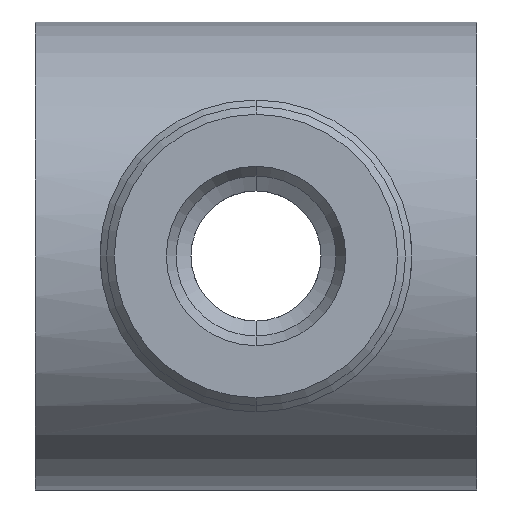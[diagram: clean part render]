
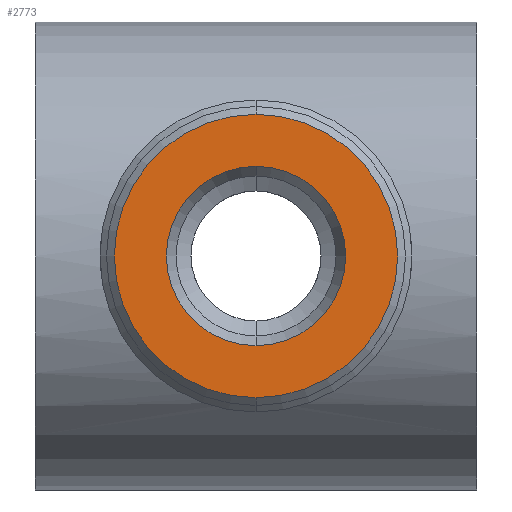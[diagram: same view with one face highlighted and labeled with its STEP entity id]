
A CAD part, left-side view. The second image highlights one B-rep face of the part: STEP entity #2773.
In plain terms, the highlighted planar face has unit normal (-1, 0, 0).
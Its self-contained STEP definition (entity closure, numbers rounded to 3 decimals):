
#65 = PLANE ( 'NONE',  #67 ) ;
#66 = CARTESIAN_POINT ( 'NONE',  ( -24.2, 5.45, 0. ) ) ;
#67 = AXIS2_PLACEMENT_3D ( 'NONE', #66, #78, #77 ) ;
#68 = FACE_OUTER_BOUND ( 'NONE', #2777, .T. ) ;
#73 = FACE_BOUND ( 'NONE', #2774, .T. ) ;
#77 = DIRECTION ( 'NONE',  ( 0., 0., 1. ) ) ;
#78 = DIRECTION ( 'NONE',  ( -1., 0., 0. ) ) ;
#79 = CIRCLE ( 'NONE', #98, 3.45 ) ;
#95 = DIRECTION ( 'NONE',  ( 0., 0., -1. ) ) ;
#96 = DIRECTION ( 'NONE',  ( 1., 0., 0. ) ) ;
#97 = CARTESIAN_POINT ( 'NONE',  ( -24.2, 0., 0. ) ) ;
#98 = AXIS2_PLACEMENT_3D ( 'NONE', #97, #96, #95 ) ;
#117 = CIRCLE ( 'NONE', #126, 5.45 ) ;
#123 = DIRECTION ( 'NONE',  ( 0., 0., -1. ) ) ;
#124 = DIRECTION ( 'NONE',  ( 1., 0., 0. ) ) ;
#125 = CARTESIAN_POINT ( 'NONE',  ( -24.2, 0., 0. ) ) ;
#126 = AXIS2_PLACEMENT_3D ( 'NONE', #125, #124, #123 ) ;
#222 = DIRECTION ( 'NONE',  ( 1., 0., 0. ) ) ;
#223 = CARTESIAN_POINT ( 'NONE',  ( -24.2, 0., 0. ) ) ;
#224 = AXIS2_PLACEMENT_3D ( 'NONE', #223, #222, #259 ) ;
#225 = CIRCLE ( 'NONE', #224, 5.45 ) ;
#235 = CARTESIAN_POINT ( 'NONE',  ( -24.2, 0., -5.45 ) ) ;
#259 = DIRECTION ( 'NONE',  ( 0., 0., -1. ) ) ;
#341 = CARTESIAN_POINT ( 'NONE',  ( -24.2, 0., 5.45 ) ) ;
#2765 = EDGE_CURVE ( 'NONE', #2924, #2822, #117, .T. ) ;
#2773 = ADVANCED_FACE ( 'NONE', ( #73, #68 ), #65, .T. ) ;
#2774 = EDGE_LOOP ( 'NONE', ( #2775, #2776 ) ) ;
#2775 = ORIENTED_EDGE ( 'NONE', *, *, #3304, .T. ) ;
#2776 = ORIENTED_EDGE ( 'NONE', *, *, #2782, .T. ) ;
#2777 = EDGE_LOOP ( 'NONE', ( #2784, #2785 ) ) ;
#2782 = EDGE_CURVE ( 'NONE', #3313, #3305, #79, .T. ) ;
#2784 = ORIENTED_EDGE ( 'NONE', *, *, #2821, .F. ) ;
#2785 = ORIENTED_EDGE ( 'NONE', *, *, #2765, .F. ) ;
#2821 = EDGE_CURVE ( 'NONE', #2822, #2924, #225, .T. ) ;
#2822 = VERTEX_POINT ( 'NONE', #235 ) ;
#2924 = VERTEX_POINT ( 'NONE', #341 ) ;
#3304 = EDGE_CURVE ( 'NONE', #3305, #3313, #3587, .T. ) ;
#3305 = VERTEX_POINT ( 'NONE', #3582 ) ;
#3313 = VERTEX_POINT ( 'NONE', #3570 ) ;
#3570 = CARTESIAN_POINT ( 'NONE',  ( -24.2, 0., -3.45 ) ) ;
#3582 = CARTESIAN_POINT ( 'NONE',  ( -24.2, 0., 3.45 ) ) ;
#3583 = DIRECTION ( 'NONE',  ( 0., 0., -1. ) ) ;
#3584 = DIRECTION ( 'NONE',  ( 1., 0., 0. ) ) ;
#3585 = CARTESIAN_POINT ( 'NONE',  ( -24.2, 0., 0. ) ) ;
#3586 = AXIS2_PLACEMENT_3D ( 'NONE', #3585, #3584, #3583 ) ;
#3587 = CIRCLE ( 'NONE', #3586, 3.45 ) ;
